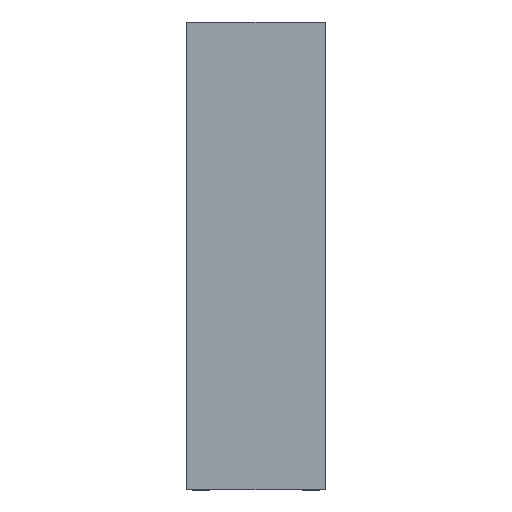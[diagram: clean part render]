
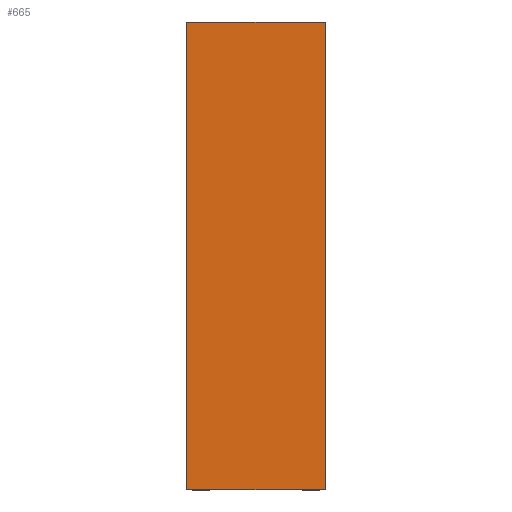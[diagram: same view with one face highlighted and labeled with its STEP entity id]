
A CAD part, top view. The second image highlights one B-rep face of the part: STEP entity #665.
In plain terms, the highlighted planar face has unit normal (0, 0, 1).
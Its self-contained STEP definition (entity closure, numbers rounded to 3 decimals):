
#638=AXIS2_PLACEMENT_3D('Plane Axis2P3D',#635,#636,#637) ;
#309=CARTESIAN_POINT('Vertex',(-0.2,18.3,4.9)) ;
#312=CARTESIAN_POINT('Line Origine',(2.5,18.3,4.9)) ;
#316=CARTESIAN_POINT('Vertex',(5.2,18.3,4.9)) ;
#635=CARTESIAN_POINT('Axis2P3D Location',(-0.2,9.15,4.9)) ;
#640=CARTESIAN_POINT('Line Origine',(5.2,9.15,4.9)) ;
#644=CARTESIAN_POINT('Vertex',(5.2,0.,4.9)) ;
#647=CARTESIAN_POINT('Line Origine',(-0.2,9.15,4.9)) ;
#651=CARTESIAN_POINT('Vertex',(-0.2,0.,4.9)) ;
#654=CARTESIAN_POINT('Line Origine',(2.5,0.,4.9)) ;
#313=DIRECTION('Vector Direction',(1.,0.,0.)) ;
#636=DIRECTION('Axis2P3D Direction',(0.,0.,-1.)) ;
#637=DIRECTION('Axis2P3D XDirection',(1.,0.,0.)) ;
#641=DIRECTION('Vector Direction',(0.,-1.,0.)) ;
#648=DIRECTION('Vector Direction',(0.,-1.,0.)) ;
#655=DIRECTION('Vector Direction',(1.,0.,0.)) ;
#314=VECTOR('Line Direction',#313,1.) ;
#642=VECTOR('Line Direction',#641,1.) ;
#649=VECTOR('Line Direction',#648,1.) ;
#656=VECTOR('Line Direction',#655,1.) ;
#660=ORIENTED_EDGE('',*,*,#646,.F.) ;
#661=ORIENTED_EDGE('',*,*,#318,.T.) ;
#662=ORIENTED_EDGE('',*,*,#653,.T.) ;
#663=ORIENTED_EDGE('',*,*,#658,.F.) ;
#665=ADVANCED_FACE('S3D_gedreht',(#664),#639,.F.) ;
#318=EDGE_CURVE('',#317,#310,#315,.F.) ;
#646=EDGE_CURVE('',#317,#645,#643,.T.) ;
#653=EDGE_CURVE('',#310,#652,#650,.T.) ;
#658=EDGE_CURVE('',#645,#652,#657,.F.) ;
#659=EDGE_LOOP('',(#660,#661,#662,#663)) ;
#664=FACE_OUTER_BOUND('',#659,.T.) ;
#315=LINE('Line',#312,#314) ;
#643=LINE('Line',#640,#642) ;
#650=LINE('Line',#647,#649) ;
#657=LINE('Line',#654,#656) ;
#639=PLANE('',#638) ;
#310=VERTEX_POINT('',#309) ;
#317=VERTEX_POINT('',#316) ;
#645=VERTEX_POINT('',#644) ;
#652=VERTEX_POINT('',#651) ;
